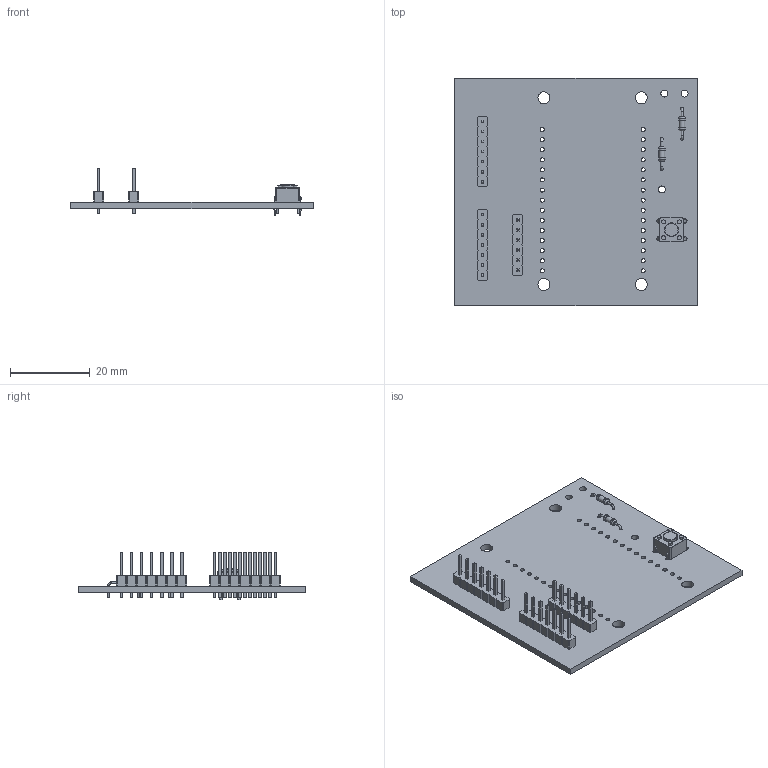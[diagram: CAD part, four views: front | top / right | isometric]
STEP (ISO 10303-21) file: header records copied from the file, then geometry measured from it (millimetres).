
FILE_DESCRIPTION(('KiCad electronic assembly'),'2;1');
FILE_NAME('node.step','2024-11-17T18:28:59',('Pcbnew'),('Kicad'), 'Open CASCADE STEP processor 7.7','KiCad to STEP converter','Unknown' );
FILE_SCHEMA(('AUTOMOTIVE_DESIGN { 1 0 10303 214 1 1 1 1 }'));
Length unit declared in the file: millimetre
Products named in the file (10): node 1; R_Axial_DIN0204_L3.6mm_D1.6mm_P7.62mm_Horizontal; SOLID; PinHeader_1x07_P2.54mm_Vertical; SW_PUSH_6mm; PinHeader_1x06_P2.54mm_Vertical; node PCB
Assembly tree (11 placements, depth 3):
  node 1
    R_Axial_DIN0204_L3.6mm_D1.6mm_P7.62mm_Horizontal  x2
      SOLID
    PinHeader_1x07_P2.54mm_Vertical  x2
      SOLID
    SW_PUSH_6mm
      SOLID
    PinHeader_1x06_P2.54mm_Vertical
      SOLID
    node PCB
Bounding box: 60.96 x 57.15 x 12.04 mm (x, y, z)
Volume: 5996.9 mm3; surface area: 8851.5 mm2
Topology: 7 solids, 7 shells, 702 faces, 1716 edges, 1081 vertices
Faces by surface type: plane 573, cylinder 120, torus 9
Full cylindrical faces by diameter (mm): 0.5 x8, 0.7 x4, 1 x24, 1.02 x30, 1.1 x4, 1.44 x2, 1.6 x4, 1.75 x3, 3 x4, 3.5 x1
Entity records: 35688 total; most frequent: CARTESIAN_POINT 6227, DIRECTION 4937, LINE 3386, VECTOR 3386, ORIENTED_EDGE 2554, PCURVE 2554, DEFINITIONAL_REPRESENTATION 2554, EDGE_CURVE 1277
